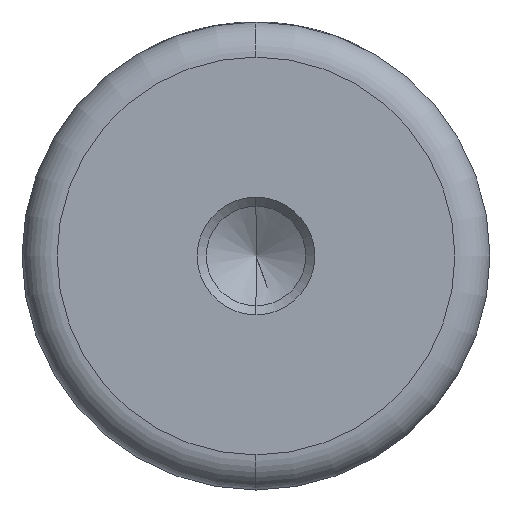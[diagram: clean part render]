
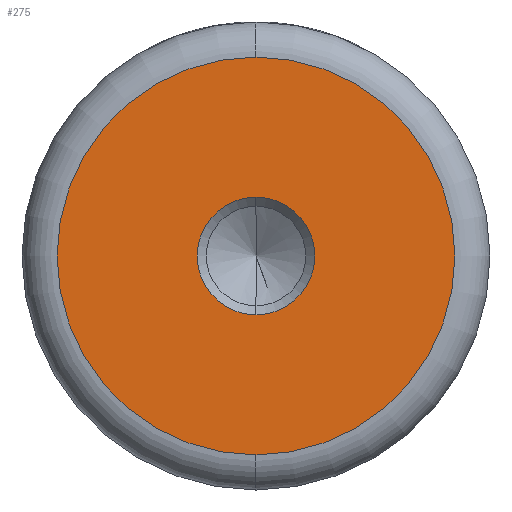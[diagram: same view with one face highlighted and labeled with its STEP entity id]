
A CAD part, left-side view. The second image highlights one B-rep face of the part: STEP entity #275.
In plain terms, the highlighted planar face has unit normal (-1, 0, 0).
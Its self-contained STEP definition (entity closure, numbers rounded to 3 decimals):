
#53 = DIRECTION ( 'NONE',  ( -1., 0., 0. ) ) ;
#111 = VERTEX_POINT ( 'NONE', #905 ) ;
#128 = VERTEX_POINT ( 'NONE', #1116 ) ;
#265 = ORIENTED_EDGE ( 'NONE', *, *, #898, .F. ) ;
#275 = ADVANCED_FACE ( 'NONE', ( #1177, #1379 ), #589, .T. ) ;
#301 = CIRCLE ( 'NONE', #457, 5.025 ) ;
#304 = CIRCLE ( 'NONE', #996, 17. ) ;
#333 = ORIENTED_EDGE ( 'NONE', *, *, #1423, .F. ) ;
#388 = ORIENTED_EDGE ( 'NONE', *, *, #1253, .T. ) ;
#436 = CARTESIAN_POINT ( 'NONE',  ( 0., 0., 0. ) ) ;
#457 = AXIS2_PLACEMENT_3D ( 'NONE', #1262, #615, #1366 ) ;
#480 = CIRCLE ( 'NONE', #1275, 5.025 ) ;
#481 = DIRECTION ( 'NONE',  ( -1., 0., 0. ) ) ;
#545 = DIRECTION ( 'NONE',  ( 0., 0., 1. ) ) ;
#587 = CIRCLE ( 'NONE', #602, 17. ) ;
#589 = PLANE ( 'NONE',  #690 ) ;
#602 = AXIS2_PLACEMENT_3D ( 'NONE', #744, #53, #859 ) ;
#615 = DIRECTION ( 'NONE',  ( -1., 0., 0. ) ) ;
#684 = DIRECTION ( 'NONE',  ( -1., 0., 0. ) ) ;
#690 = AXIS2_PLACEMENT_3D ( 'NONE', #1129, #481, #1236 ) ;
#738 = EDGE_LOOP ( 'NONE', ( #1083, #388 ) ) ;
#744 = CARTESIAN_POINT ( 'NONE',  ( 0., 0., 0. ) ) ;
#857 = CARTESIAN_POINT ( 'NONE',  ( 0., 0., -5.025 ) ) ;
#859 = DIRECTION ( 'NONE',  ( 0., 0., 1. ) ) ;
#898 = EDGE_CURVE ( 'NONE', #915, #918, #480, .T. ) ;
#905 = CARTESIAN_POINT ( 'NONE',  ( 0., 0., 17. ) ) ;
#915 = VERTEX_POINT ( 'NONE', #1081 ) ;
#918 = VERTEX_POINT ( 'NONE', #857 ) ;
#996 = AXIS2_PLACEMENT_3D ( 'NONE', #1338, #684, #1451 ) ;
#1021 = EDGE_CURVE ( 'NONE', #111, #128, #304, .T. ) ;
#1081 = CARTESIAN_POINT ( 'NONE',  ( 0., 0., 5.025 ) ) ;
#1083 = ORIENTED_EDGE ( 'NONE', *, *, #1021, .T. ) ;
#1116 = CARTESIAN_POINT ( 'NONE',  ( 0., 0., -17. ) ) ;
#1129 = CARTESIAN_POINT ( 'NONE',  ( 0., 0., 0. ) ) ;
#1136 = EDGE_LOOP ( 'NONE', ( #265, #333 ) ) ;
#1177 = FACE_BOUND ( 'NONE', #1136, .T. ) ;
#1193 = DIRECTION ( 'NONE',  ( -1., 0., 0. ) ) ;
#1236 = DIRECTION ( 'NONE',  ( 0., 0., 1. ) ) ;
#1253 = EDGE_CURVE ( 'NONE', #128, #111, #587, .T. ) ;
#1262 = CARTESIAN_POINT ( 'NONE',  ( 0., 0., 0. ) ) ;
#1275 = AXIS2_PLACEMENT_3D ( 'NONE', #436, #1193, #545 ) ;
#1338 = CARTESIAN_POINT ( 'NONE',  ( 0., 0., 0. ) ) ;
#1366 = DIRECTION ( 'NONE',  ( 0., 0., 1. ) ) ;
#1379 = FACE_OUTER_BOUND ( 'NONE', #738, .T. ) ;
#1423 = EDGE_CURVE ( 'NONE', #918, #915, #301, .T. ) ;
#1451 = DIRECTION ( 'NONE',  ( 0., 0., 1. ) ) ;
